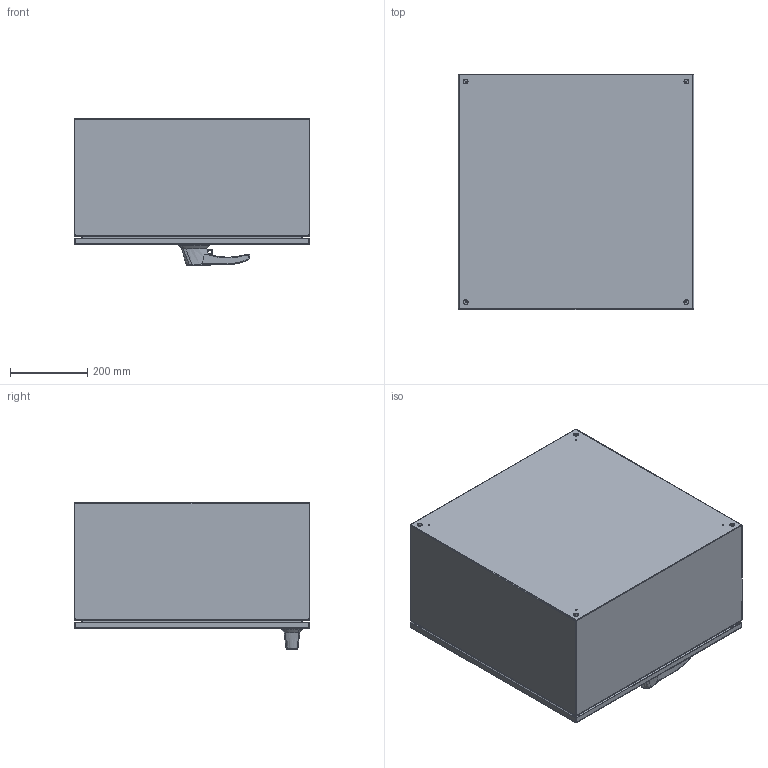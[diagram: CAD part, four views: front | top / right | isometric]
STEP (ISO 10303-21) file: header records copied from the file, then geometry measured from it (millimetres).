
FILE_DESCRIPTION (( 'STEP AP214' ), '1' );
FILE_NAME ('EN4SD242412SSWH.STEP', '2019-11-13T13:46:07', ( '' ), ( '' ), 'SwSTEP 2.0', 'SolidWorks 2019', '' );
FILE_SCHEMA (( 'AUTOMOTIVE_DESIGN' ));
Length unit declared in the file: inch
Products named in the file (1): EN4SD242412SSWH
Bounding box: 609.6 x 609.6 x 379.93 mm (x, y, z)
Volume: 3365065.5 mm3; surface area: 3523487.8 mm2
Topology: 50 solids, 51 shells, 1218 faces, 2887 edges, 1815 vertices
Faces by surface type: plane 527, cylinder 487, bspline 121, cone 55, torus 24, sphere 4
Entity records: 89441 total; most frequent: CARTESIAN_POINT 46054, ORIENTED_EDGE 5738, DIRECTION 5444, EDGE_CURVE 2869, AXIS2_PLACEMENT_3D 1976, VERTEX_POINT 1815, VECTOR 1492, LINE 1492
